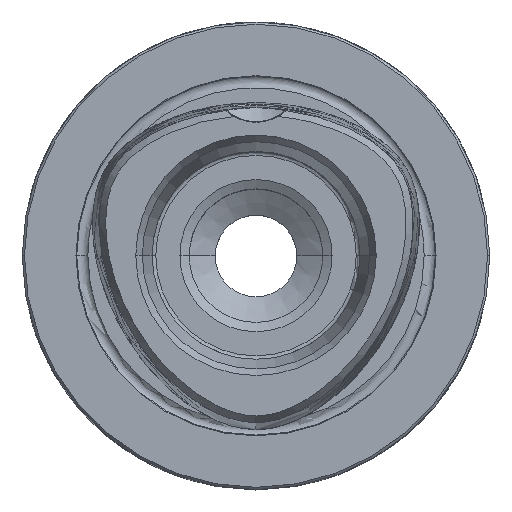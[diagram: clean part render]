
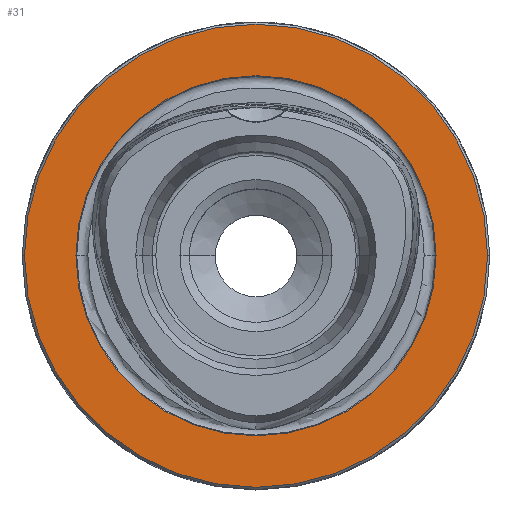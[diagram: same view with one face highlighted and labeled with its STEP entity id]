
A CAD part, top view. The second image highlights one B-rep face of the part: STEP entity #31.
In plain terms, the highlighted planar face has unit normal (0, 0, 1).
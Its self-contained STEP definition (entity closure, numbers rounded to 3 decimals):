
#31 = ADVANCED_FACE ( 'NONE', ( #9304, #9469 ), #1892, .F. ) ;
#89 = EDGE_LOOP ( 'NONE', ( #10221, #2719 ) ) ;
#166 = AXIS2_PLACEMENT_3D ( 'NONE', #1572, #1499, #1459 ) ;
#487 = AXIS2_PLACEMENT_3D ( 'NONE', #11522, #11421, #11315 ) ;
#603 = VERTEX_POINT ( 'NONE', #3185 ) ;
#887 = ORIENTED_EDGE ( 'NONE', *, *, #5990, .F. ) ;
#1268 = DIRECTION ( 'NONE',  ( -1., 0., 0. ) ) ;
#1459 = DIRECTION ( 'NONE',  ( -1., 0., 0. ) ) ;
#1499 = DIRECTION ( 'NONE',  ( 0., 0., 1. ) ) ;
#1572 = CARTESIAN_POINT ( 'NONE',  ( 0., 0., 0. ) ) ;
#1892 = PLANE ( 'NONE',  #2970 ) ;
#2691 = VERTEX_POINT ( 'NONE', #10561 ) ;
#2719 = ORIENTED_EDGE ( 'NONE', *, *, #7401, .T. ) ;
#2745 = CARTESIAN_POINT ( 'NONE',  ( 0., 0., 0. ) ) ;
#2970 = AXIS2_PLACEMENT_3D ( 'NONE', #2745, #4145, #1268 ) ;
#2985 = CIRCLE ( 'NONE', #487, 24.264 ) ;
#3001 = AXIS2_PLACEMENT_3D ( 'NONE', #7164, #7153, #7127 ) ;
#3163 = CIRCLE ( 'NONE', #7054, 24.264 ) ;
#3185 = CARTESIAN_POINT ( 'NONE',  ( 31.2, 0., 0. ) ) ;
#3394 = CIRCLE ( 'NONE', #166, 31.2 ) ;
#3827 = VERTEX_POINT ( 'NONE', #6145 ) ;
#3973 = EDGE_CURVE ( 'NONE', #2691, #603, #3394, .T. ) ;
#4145 = DIRECTION ( 'NONE',  ( 0., 0., -1. ) ) ;
#4197 = EDGE_LOOP ( 'NONE', ( #5208, #887 ) ) ;
#4249 = EDGE_CURVE ( 'NONE', #8849, #3827, #2985, .T. ) ;
#5208 = ORIENTED_EDGE ( 'NONE', *, *, #4249, .F. ) ;
#5990 = EDGE_CURVE ( 'NONE', #3827, #8849, #3163, .T. ) ;
#6145 = CARTESIAN_POINT ( 'NONE',  ( -24.264, 0., 0. ) ) ;
#7054 = AXIS2_PLACEMENT_3D ( 'NONE', #8344, #8341, #8328 ) ;
#7127 = DIRECTION ( 'NONE',  ( -1., 0., 0. ) ) ;
#7153 = DIRECTION ( 'NONE',  ( 0., 0., 1. ) ) ;
#7164 = CARTESIAN_POINT ( 'NONE',  ( 0., 0., 0. ) ) ;
#7401 = EDGE_CURVE ( 'NONE', #603, #2691, #10220, .T. ) ;
#8328 = DIRECTION ( 'NONE',  ( -1., 0., 0. ) ) ;
#8341 = DIRECTION ( 'NONE',  ( 0., 0., 1. ) ) ;
#8344 = CARTESIAN_POINT ( 'NONE',  ( 0., 0., 0. ) ) ;
#8631 = CARTESIAN_POINT ( 'NONE',  ( 24.264, 0., 0. ) ) ;
#8849 = VERTEX_POINT ( 'NONE', #8631 ) ;
#9304 = FACE_OUTER_BOUND ( 'NONE', #89, .T. ) ;
#9469 = FACE_BOUND ( 'NONE', #4197, .T. ) ;
#10220 = CIRCLE ( 'NONE', #3001, 31.2 ) ;
#10221 = ORIENTED_EDGE ( 'NONE', *, *, #3973, .T. ) ;
#10561 = CARTESIAN_POINT ( 'NONE',  ( -31.2, 0., 0. ) ) ;
#11315 = DIRECTION ( 'NONE',  ( -1., 0., 0. ) ) ;
#11421 = DIRECTION ( 'NONE',  ( 0., 0., 1. ) ) ;
#11522 = CARTESIAN_POINT ( 'NONE',  ( 0., 0., 0. ) ) ;
